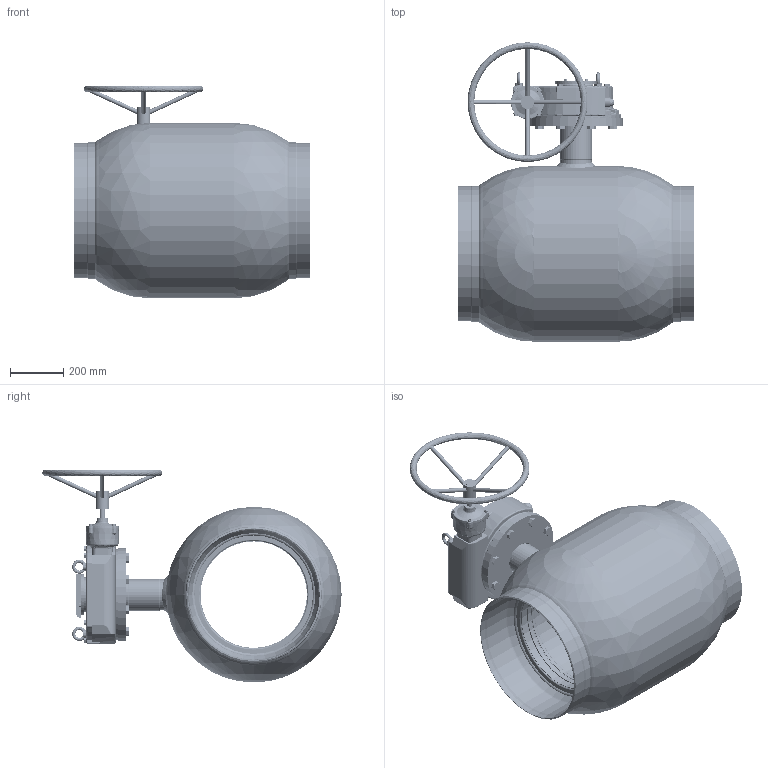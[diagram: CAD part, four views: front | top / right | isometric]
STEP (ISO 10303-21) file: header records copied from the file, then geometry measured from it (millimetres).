
FILE_DESCRIPTION (( 'STEP AP214' ), '1' );
FILE_NAME ('8501225500 480.STEP', '2021-04-12T09:04:42', ( '' ), ( '' ), 'SwSTEP 2.0', 'SolidWorks 2019', '' );
FILE_SCHEMA (( 'AUTOMOTIVE_DESIGN' ));
Length unit declared in the file: millimetre
Products named in the file (37): 353580; 321475; 8501225500 000; 331230; 820240_820240; 8501225500 480; Weld^8501225500A; weld^331270; WELD_321212a14; hex screw gradeab_din_DIN EN 24017 - M20 x 45-C; 500662; 353581_003 Cut off; 500691; 331280; Part1^353580; 331212_321212 PRESSED; 600487; 321055_�400; 353960_SK574104; 321120; 600565; 353590_SPRING SIDE; 8501225500A; 600566; 600519; 321110; 600607_L1=29; 321995; 331211_321211 PRESSED; 331270; 331210; 321220_321220 PRESSED; 321430; 600590; 500669
Assembly tree (187 placements, depth 7):
  8501225500 480
    8501225500 000
      8501225500A
        331210
          331211_321211 PRESSED
            331212_321212 PRESSED
              321220_321220 PRESSED
              331230
              WELD_321212a14
            331270
              331280
              321995
              weld^331270
            321475
            600565
            321055_�400
            600519
            500662  x2
        353590_SPRING SIDE
          321110
          353580
            353581_003 Cut off
            353960_SK574104
            Part1^353580
          321120
          600487
          600607_L1=29  x68
        500669  x2
        820240_820240
        353590_SPRING SIDE
          321110
          353580
            353581_003 Cut off
            353960_SK574104
            Part1^353580
          321120
          600487
          600607_L1=29  x68
        600566
        321430
        500691
        Weld^8501225500A  x2
    600590
    hex screw gradeab_din_DIN EN 24017 - M20 x 45-C  x8
Bounding box: 888.85 x 1124 x 800 mm (x, y, z)
Volume: 61102762.8 mm3; surface area: 10251000.1 mm2
Topology: 182 solids, 182 shells, 4776 faces, 10483 edges, 6220 vertices
Faces by surface type: bspline 1833, plane 1360, cylinder 752, cone 435, torus 386, sphere 10
Entity records: 74513 total; most frequent: CARTESIAN_POINT 28951, DIRECTION 9455, ORIENTED_EDGE 8828, EDGE_CURVE 4414, AXIS2_PLACEMENT_3D 3805, VERTEX_POINT 2690, EDGE_LOOP 2146, FACE_OUTER_BOUND 1914
